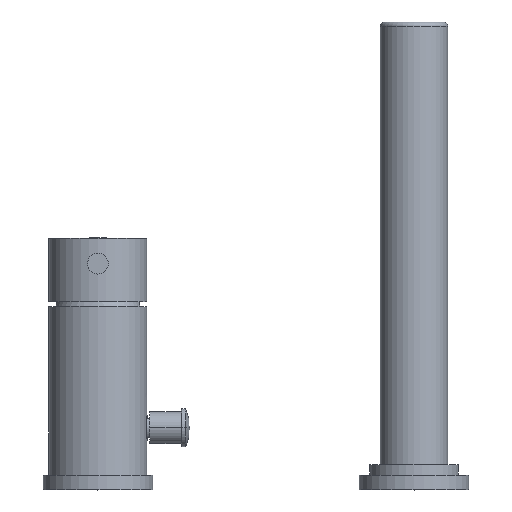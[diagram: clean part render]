
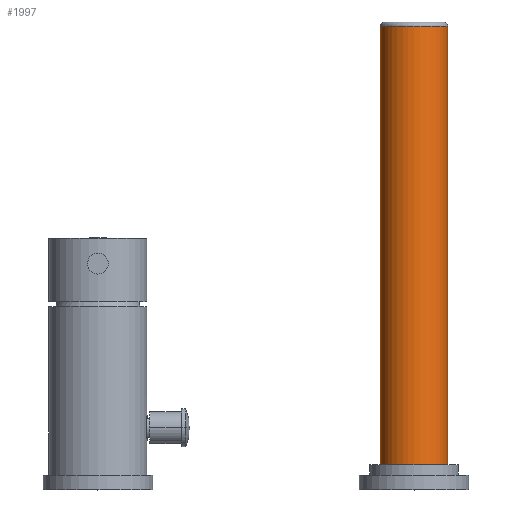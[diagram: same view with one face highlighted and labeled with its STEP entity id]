
A CAD part, top view. The second image highlights one B-rep face of the part: STEP entity #1997.
In plain terms, the highlighted cylindrical face has radius 16 mm (diameter 32 mm), a partial arc.
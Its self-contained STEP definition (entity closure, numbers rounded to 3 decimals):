
#1872=DIRECTION('',(0.,1.,0.));
#1873=VECTOR('',#1872,208.);
#1874=CARTESIAN_POINT('',(166.,5.,0.));
#1875=LINE('',#1874,#1873);
#1876=CARTESIAN_POINT('',(150.,213.,0.));
#1877=DIRECTION('',(0.,1.,0.));
#1878=DIRECTION('',(-1.,0.,0.));
#1879=AXIS2_PLACEMENT_3D('',#1876,#1877,#1878);
#1881=CARTESIAN_POINT('',(150.,5.,0.));
#1882=DIRECTION('',(0.,-1.,0.));
#1883=DIRECTION('',(1.,0.,0.));
#1884=AXIS2_PLACEMENT_3D('',#1881,#1882,#1883);
#1886=DIRECTION('',(0.,1.,0.));
#1887=VECTOR('',#1886,208.);
#1888=CARTESIAN_POINT('',(134.,5.,0.));
#1889=LINE('',#1888,#1887);
#1890=CARTESIAN_POINT('',(166.,5.,0.));
#1891=CARTESIAN_POINT('',(134.,5.,0.));
#1892=VERTEX_POINT('',#1890);
#1893=VERTEX_POINT('',#1891);
#1898=CARTESIAN_POINT('',(134.,213.,0.));
#1899=CARTESIAN_POINT('',(166.,213.,0.));
#1900=VERTEX_POINT('',#1898);
#1901=VERTEX_POINT('',#1899);
#1985=CARTESIAN_POINT('',(150.,5.,0.));
#1986=DIRECTION('',(0.,1.,0.));
#1987=DIRECTION('',(1.,0.,0.));
#1988=AXIS2_PLACEMENT_3D('',#1985,#1986,#1987);
#1989=CYLINDRICAL_SURFACE('',#1988,16.);
#1990=ORIENTED_EDGE('',*,*,#1929,.T.);
#1991=ORIENTED_EDGE('',*,*,#1973,.F.);
#1993=ORIENTED_EDGE('',*,*,#1992,.T.);
#1994=ORIENTED_EDGE('',*,*,#1969,.T.);
#1995=EDGE_LOOP('',(#1990,#1991,#1993,#1994));
#1996=FACE_OUTER_BOUND('',#1995,.F.);
#1997=ADVANCED_FACE('',(#1996),#1989,.T.);
#1880=CIRCLE('',#1879,16.);
#1885=CIRCLE('',#1884,16.);
#1929=EDGE_CURVE('',#1900,#1901,#1880,.T.);
#1969=EDGE_CURVE('',#1893,#1900,#1889,.T.);
#1973=EDGE_CURVE('',#1892,#1901,#1875,.T.);
#1992=EDGE_CURVE('',#1892,#1893,#1885,.T.);
